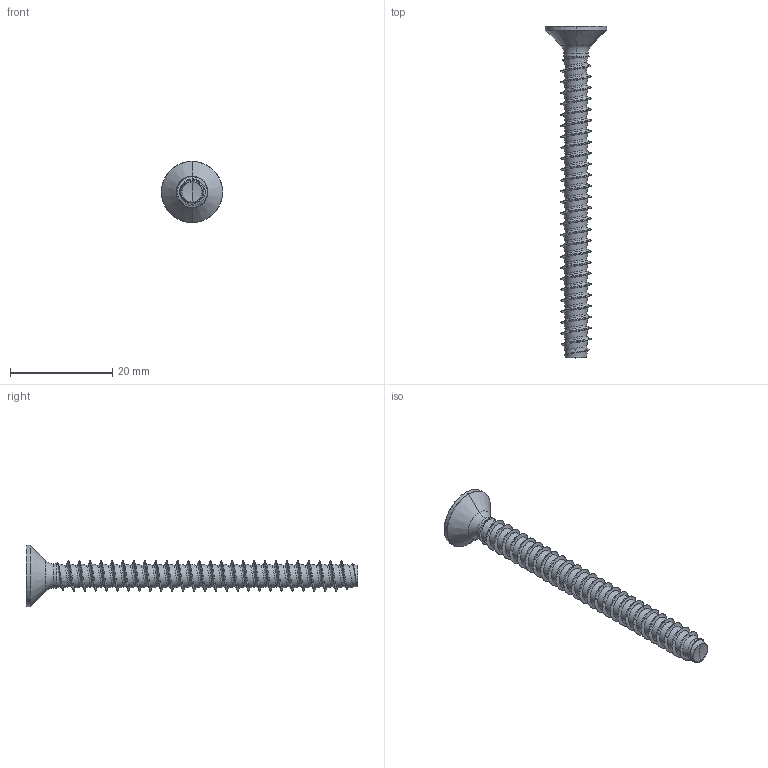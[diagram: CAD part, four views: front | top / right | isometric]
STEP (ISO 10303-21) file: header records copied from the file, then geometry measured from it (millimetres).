
FILE_DESCRIPTION (( 'STEP AP203' ), '1' );
FILE_NAME ('STP430600650.STEP', '2017-08-16T16:10:42', ( '' ), ( '' ), 'SwSTEP 2.0', 'SolidWorks 2015', '' );
FILE_SCHEMA (( 'CONFIG_CONTROL_DESIGN' ));
Length unit declared in the file: millimetre
Products named in the file (1): STP430600650
Bounding box: 12 x 65 x 12 mm (x, y, z)
Volume: 1290.5 mm3; surface area: 1696.5 mm2
Topology: 1 solids, 1 shells, 143 faces, 367 edges, 228 vertices
Faces by surface type: cylinder 81, bspline 35, cone 12, torus 10, plane 3, sphere 2
Entity records: 39681 total; most frequent: CARTESIAN_POINT 36674, ORIENTED_EDGE 734, DIRECTION 457, EDGE_CURVE 367, VERTEX_POINT 228, AXIS2_PLACEMENT_3D 180, EDGE_LOOP 145, B_SPLINE_CURVE_WITH_KNOTS 144
